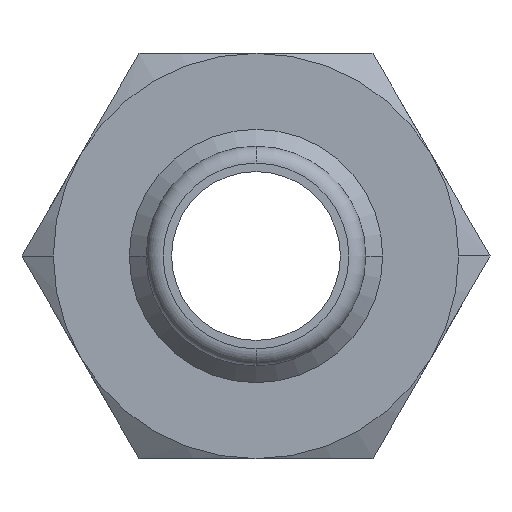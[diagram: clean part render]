
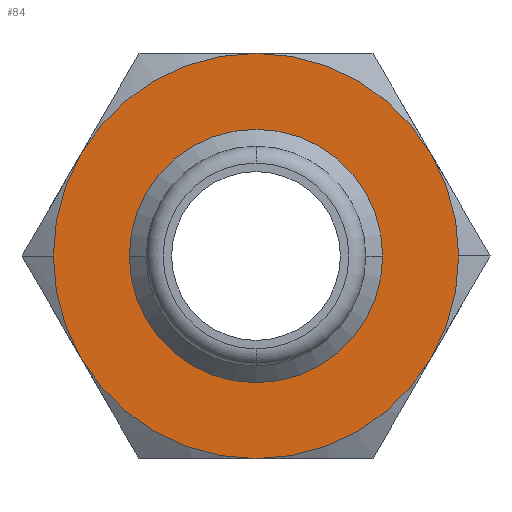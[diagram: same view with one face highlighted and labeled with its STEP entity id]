
A CAD part, front view. The second image highlights one B-rep face of the part: STEP entity #84.
In plain terms, the highlighted planar face has unit normal (0, -1, 0).
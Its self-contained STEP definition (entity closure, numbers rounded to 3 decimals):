
#84=ADVANCED_FACE('',(#204,#205),#206,.T.);
#204=FACE_OUTER_BOUND('',#359,.T.);
#205=FACE_BOUND('',#360,.T.);
#206=PLANE('',#361);
#359=EDGE_LOOP('',(#545,#546,#547,#548,#549,#550,#551,#552));
#360=EDGE_LOOP('',(#553,#554));
#361=AXIS2_PLACEMENT_3D('',#555,#556,#557);
#545=ORIENTED_EDGE('',*,*,#922,.F.);
#546=ORIENTED_EDGE('',*,*,#923,.F.);
#547=ORIENTED_EDGE('',*,*,#924,.F.);
#548=ORIENTED_EDGE('',*,*,#925,.F.);
#549=ORIENTED_EDGE('',*,*,#905,.F.);
#550=ORIENTED_EDGE('',*,*,#926,.F.);
#551=ORIENTED_EDGE('',*,*,#927,.F.);
#552=ORIENTED_EDGE('',*,*,#928,.F.);
#553=ORIENTED_EDGE('',*,*,#929,.F.);
#554=ORIENTED_EDGE('',*,*,#930,.F.);
#555=CARTESIAN_POINT('',(6.0,21.5,0.0));
#556=DIRECTION('',(-0.0,-1.0,-0.0));
#557=DIRECTION('',(-1.0,0.0,0.0));
#905=EDGE_CURVE('',#1070,#1068,#1072,.T.);
#922=EDGE_CURVE('',#1098,#1099,#1100,.T.);
#923=EDGE_CURVE('',#1101,#1098,#1102,.T.);
#924=EDGE_CURVE('',#1089,#1101,#1103,.T.);
#925=EDGE_CURVE('',#1068,#1089,#1104,.T.);
#926=EDGE_CURVE('',#1105,#1070,#1106,.T.);
#927=EDGE_CURVE('',#1107,#1105,#1108,.T.);
#928=EDGE_CURVE('',#1099,#1107,#1109,.T.);
#929=EDGE_CURVE('',#1110,#1111,#1112,.T.);
#930=EDGE_CURVE('',#1111,#1110,#1113,.T.);
#1068=VERTEX_POINT('',#1292);
#1070=VERTEX_POINT('',#1295);
#1072=CIRCLE('',#1308,12.0);
#1089=VERTEX_POINT('',#1325);
#1098=VERTEX_POINT('',#1369);
#1099=VERTEX_POINT('',#1370);
#1100=CIRCLE('',#1371,12.0);
#1101=VERTEX_POINT('',#1372);
#1102=CIRCLE('',#1373,12.0);
#1103=CIRCLE('',#1374,12.0);
#1104=CIRCLE('',#1375,12.0);
#1105=VERTEX_POINT('',#1376);
#1106=CIRCLE('',#1377,12.0);
#1107=VERTEX_POINT('',#1378);
#1108=CIRCLE('',#1379,12.0);
#1109=CIRCLE('',#1380,12.0);
#1110=VERTEX_POINT('',#1381);
#1111=VERTEX_POINT('',#1382);
#1112=CIRCLE('',#1383,7.5);
#1113=CIRCLE('',#1384,7.5);
#1292=CARTESIAN_POINT('',(-12.0,21.5,0.));
#1295=CARTESIAN_POINT('',(-10.392,21.5,-6.0));
#1308=AXIS2_PLACEMENT_3D('',#1782,#1783,#1784);
#1325=CARTESIAN_POINT('',(-10.392,21.5,6.0));
#1369=CARTESIAN_POINT('',(10.392,21.5,6.0));
#1370=CARTESIAN_POINT('',(12.0,21.5,0.));
#1371=AXIS2_PLACEMENT_3D('',#1811,#1812,#1813);
#1372=CARTESIAN_POINT('',(0.,21.5,12.0));
#1373=AXIS2_PLACEMENT_3D('',#1814,#1815,#1816);
#1374=AXIS2_PLACEMENT_3D('',#1817,#1818,#1819);
#1375=AXIS2_PLACEMENT_3D('',#1820,#1821,#1822);
#1376=CARTESIAN_POINT('',(0.0,21.5,-12.0));
#1377=AXIS2_PLACEMENT_3D('',#1823,#1824,#1825);
#1378=CARTESIAN_POINT('',(10.392,21.5,-6.0));
#1379=AXIS2_PLACEMENT_3D('',#1826,#1827,#1828);
#1380=AXIS2_PLACEMENT_3D('',#1829,#1830,#1831);
#1381=CARTESIAN_POINT('',(-7.5,21.5,0.));
#1382=CARTESIAN_POINT('',(7.5,21.5,0.));
#1383=AXIS2_PLACEMENT_3D('',#1832,#1833,#1834);
#1384=AXIS2_PLACEMENT_3D('',#1835,#1836,#1837);
#1782=CARTESIAN_POINT('',(0.0,21.5,0.0));
#1783=DIRECTION('',(-0.0,1.0,0.0));
#1784=DIRECTION('',(1.0,0.0,0.0));
#1811=CARTESIAN_POINT('',(0.0,21.5,0.0));
#1812=DIRECTION('',(-0.0,1.0,0.0));
#1813=DIRECTION('',(1.0,0.0,0.0));
#1814=CARTESIAN_POINT('',(0.0,21.5,0.0));
#1815=DIRECTION('',(-0.0,1.0,0.0));
#1816=DIRECTION('',(1.0,0.0,0.0));
#1817=CARTESIAN_POINT('',(0.0,21.5,0.0));
#1818=DIRECTION('',(-0.0,1.0,0.0));
#1819=DIRECTION('',(1.0,0.0,0.0));
#1820=CARTESIAN_POINT('',(0.0,21.5,0.0));
#1821=DIRECTION('',(-0.0,1.0,0.0));
#1822=DIRECTION('',(1.0,0.0,0.0));
#1823=CARTESIAN_POINT('',(0.0,21.5,0.0));
#1824=DIRECTION('',(-0.0,1.0,0.0));
#1825=DIRECTION('',(1.0,0.0,0.0));
#1826=CARTESIAN_POINT('',(0.0,21.5,0.0));
#1827=DIRECTION('',(-0.0,1.0,0.0));
#1828=DIRECTION('',(1.0,0.0,0.0));
#1829=CARTESIAN_POINT('',(0.0,21.5,0.0));
#1830=DIRECTION('',(-0.0,1.0,0.0));
#1831=DIRECTION('',(1.0,0.0,0.0));
#1832=CARTESIAN_POINT('',(0.0,21.5,0.0));
#1833=DIRECTION('',(0.0,-1.0,0.0));
#1834=DIRECTION('',(1.0,0.0,0.0));
#1835=CARTESIAN_POINT('',(0.0,21.5,0.0));
#1836=DIRECTION('',(0.0,-1.0,0.0));
#1837=DIRECTION('',(1.0,0.0,0.0));
